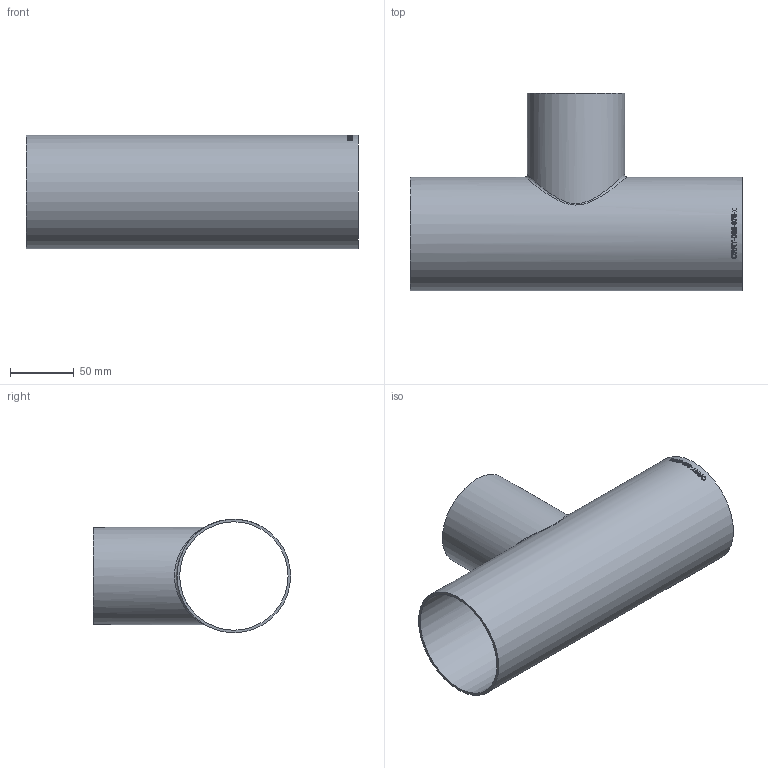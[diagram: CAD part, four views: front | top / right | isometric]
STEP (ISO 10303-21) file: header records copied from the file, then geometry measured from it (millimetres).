
FILE_DESCRIPTION (( 'STEP AP214' ), '1' );
FILE_NAME ('ORRT-088-060-x T-Stück reduziert 2004.STEP', '2020-04-08T07:15:37', ( '' ), ( '' ), 'SwSTEP 2.0', 'SolidWorks 2019', '' );
FILE_SCHEMA (( 'AUTOMOTIVE_DESIGN' ));
Length unit declared in the file: millimetre
Products named in the file (1): ORRT-088-060-x T-Stück reduziert 2004
Bounding box: 260 x 154.45 x 88.9 mm (x, y, z)
Volume: 167520.4 mm3; surface area: 168995.4 mm2
Topology: 1 solids, 1 shells, 191 faces, 493 edges, 328 vertices
Faces by surface type: bspline 112, plane 50, cylinder 29
Full cylindrical faces by diameter (mm): 72.1 x1, 76.1 x1, 84.9 x1, 88.9 x1
Entity records: 25853 total; most frequent: CARTESIAN_POINT 20287, ORIENTED_EDGE 962, EDGE_CURVE 481, DIRECTION 357, B_SPLINE_CURVE_WITH_KNOTS 346, VERTEX_POINT 324, EDGE_LOOP 225, FACE_OUTER_BOUND 196
